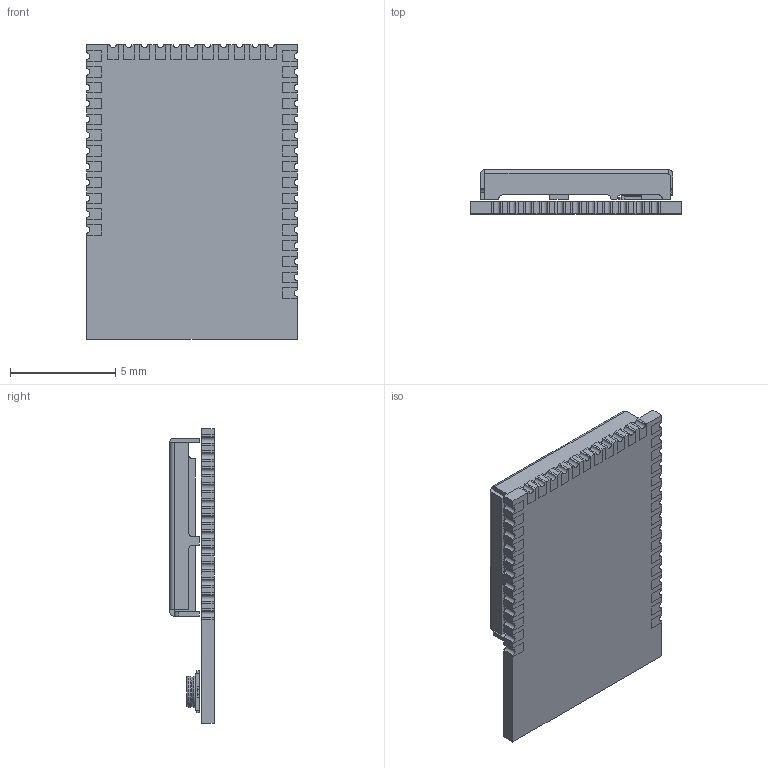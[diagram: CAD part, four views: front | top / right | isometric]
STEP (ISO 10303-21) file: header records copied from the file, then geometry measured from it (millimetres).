
FILE_DESCRIPTION (( 'STEP AP214' ), '1' );
FILE_NAME ('BL652_SC_A1.STEP', '2016-08-09T17:54:37', ( '' ), ( '' ), 'SwSTEP 2.0', 'SolidWorks 2012', '' );
FILE_SCHEMA (( 'AUTOMOTIVE_DESIGN' ));
Length unit declared in the file: millimetre
Products named in the file (5): BL652 A1 MHF4 Connector; shielding_bl652_b0_20160622; BL652 A1 Pad; BL652 A1 PCB; BL652_SC_A1
Assembly tree (42 placements, depth 2):
  BL652_SC_A1
    BL652 A1 PCB
    BL652 A1 Pad  x39
    shielding_bl652_b0_20160622
    BL652 A1 MHF4 Connector
Bounding box: 10 x 2.1 x 14 mm (x, y, z)
Volume: 103.6 mm3; surface area: 637.7 mm2
Topology: 41 solids, 43 shells, 760 faces, 2040 edges, 1367 vertices
Faces by surface type: plane 667, cylinder 82, cone 10, bspline 1
Entity records: 14425 total; most frequent: CARTESIAN_POINT 2402, ORIENTED_EDGE 2203, DIRECTION 2038, EDGE_CURVE 1126, LINE 1000, VECTOR 1000, VERTEX_POINT 759, AXIS2_PLACEMENT_3D 519
